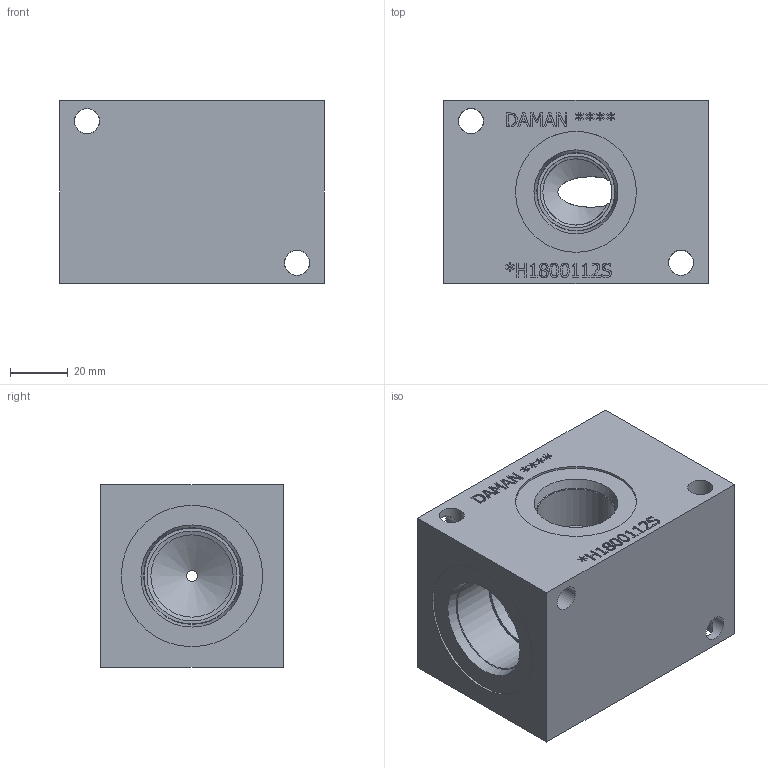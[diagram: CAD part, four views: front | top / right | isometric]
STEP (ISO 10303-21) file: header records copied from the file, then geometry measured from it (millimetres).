
FILE_DESCRIPTION(/* description */ (''),/* implementation_level */ '2;1');
FILE_NAME(/* name */ '_H1800112S.stp',/* time_stamp */ '2020-05-04T11:23:46-04:00',/* author */ ('devonn'),/* organization */ (''),/* preprocessor_version */ 'ST-DEVELOPER v17',/* originating_system */ 'Autodesk Inventor 2019',/* authorisation */ '');
FILE_SCHEMA (('AUTOMOTIVE_DESIGN { 1 0 10303 214 3 1 1 }'));
Length unit declared in the file: millimetre
Products named in the file (1): Part_AH1800112S_3D
Bounding box: 92.08 x 63.5 x 63.5 mm (x, y, z)
Volume: 274524.2 mm3; surface area: 47226.6 mm2
Topology: 1 solids, 1 shells, 363 faces, 991 edges, 660 vertices
Faces by surface type: plane 235, bspline 81, cylinder 29, cone 18
Full cylindrical faces by diameter (mm): 8.738 x8, 24.917 x2, 26.99 x1, 27 x1, 27.432 x2, 28.575 x2, 31.267 x2, 33.34 x1, 33.35 x1, 33.757 x2, 35.509 x1, 42.037 x2, 49.124 x2
Entity records: 12278 total; most frequent: CARTESIAN_POINT 3186, ORIENTED_EDGE 1982, DIRECTION 1481, EDGE_CURVE 991, LINE 719, VECTOR 719, VERTEX_POINT 660, EDGE_LOOP 411
